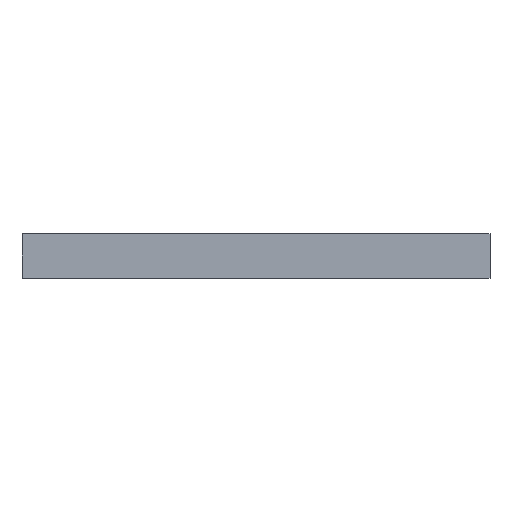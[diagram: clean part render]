
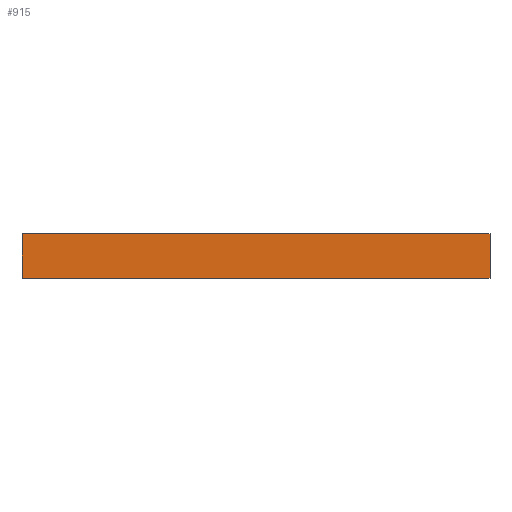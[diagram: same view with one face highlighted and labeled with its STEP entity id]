
A CAD part, front view. The second image highlights one B-rep face of the part: STEP entity #915.
In plain terms, the highlighted planar face has unit normal (0, -1, 0).
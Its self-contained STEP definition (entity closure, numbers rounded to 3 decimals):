
#7 = LINE ( 'NONE', #179, #1886 ) ;
#103 = LINE ( 'NONE', #1700, #1616 ) ;
#179 = CARTESIAN_POINT ( 'NONE',  ( 0., -76.25, 3. ) ) ;
#194 = ORIENTED_EDGE ( 'NONE', *, *, #1996, .F. ) ;
#282 = DIRECTION ( 'NONE',  ( -1., 0., 0. ) ) ;
#289 = VECTOR ( 'NONE', #1956, 1000. ) ;
#405 = EDGE_LOOP ( 'NONE', ( #532, #570, #194, #796 ) ) ;
#442 = CARTESIAN_POINT ( 'NONE',  ( 39.5, -76.25, 3. ) ) ;
#454 = CARTESIAN_POINT ( 'NONE',  ( 39.5, -76.25, 1.5 ) ) ;
#475 = EDGE_CURVE ( 'NONE', #1428, #1124, #7, .T. ) ;
#478 = CARTESIAN_POINT ( 'NONE',  ( -8., -76.25, 1.5 ) ) ;
#532 = ORIENTED_EDGE ( 'NONE', *, *, #867, .F. ) ;
#570 = ORIENTED_EDGE ( 'NONE', *, *, #475, .F. ) ;
#635 = DIRECTION ( 'NONE',  ( 1., 0., 0. ) ) ;
#645 = PLANE ( 'NONE',  #2090 ) ;
#735 = EDGE_CURVE ( 'NONE', #1801, #1485, #103, .T. ) ;
#796 = ORIENTED_EDGE ( 'NONE', *, *, #735, .F. ) ;
#804 = CARTESIAN_POINT ( 'NONE',  ( -8., -76.25, -1.5 ) ) ;
#867 = EDGE_CURVE ( 'NONE', #1124, #1801, #2095, .T. ) ;
#915 = ADVANCED_FACE ( 'NONE', ( #1617 ), #645, .F. ) ;
#1124 = VERTEX_POINT ( 'NONE', #442 ) ;
#1229 = CARTESIAN_POINT ( 'NONE',  ( 39.5, -76.25, -1.5 ) ) ;
#1246 = CARTESIAN_POINT ( 'NONE',  ( -8., -76.25, 3. ) ) ;
#1294 = DIRECTION ( 'NONE',  ( 0., 1., 0. ) ) ;
#1314 = LINE ( 'NONE', #478, #1646 ) ;
#1428 = VERTEX_POINT ( 'NONE', #1246 ) ;
#1432 = CARTESIAN_POINT ( 'NONE',  ( 39.5, -76.25, 1.5 ) ) ;
#1476 = DIRECTION ( 'NONE',  ( 0., 0., 1. ) ) ;
#1477 = DIRECTION ( 'NONE',  ( 0., 0., 1. ) ) ;
#1485 = VERTEX_POINT ( 'NONE', #804 ) ;
#1616 = VECTOR ( 'NONE', #282, 1000. ) ;
#1617 = FACE_OUTER_BOUND ( 'NONE', #405, .T. ) ;
#1646 = VECTOR ( 'NONE', #1477, 1000. ) ;
#1700 = CARTESIAN_POINT ( 'NONE',  ( 39.5, -76.25, -1.5 ) ) ;
#1801 = VERTEX_POINT ( 'NONE', #1229 ) ;
#1886 = VECTOR ( 'NONE', #635, 1000. ) ;
#1956 = DIRECTION ( 'NONE',  ( 0., 0., -1. ) ) ;
#1996 = EDGE_CURVE ( 'NONE', #1485, #1428, #1314, .T. ) ;
#2090 = AXIS2_PLACEMENT_3D ( 'NONE', #1432, #1294, #1476 ) ;
#2095 = LINE ( 'NONE', #454, #289 ) ;
